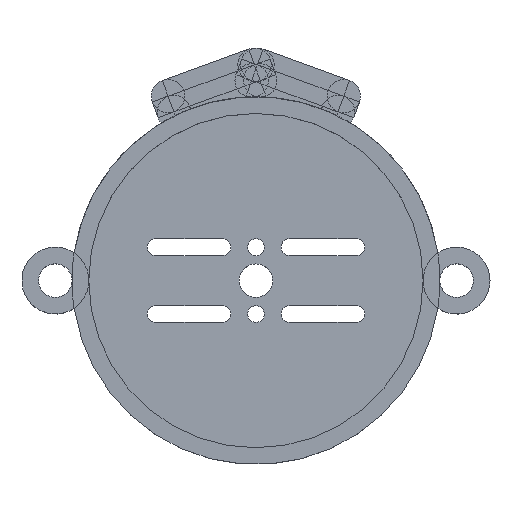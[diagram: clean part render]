
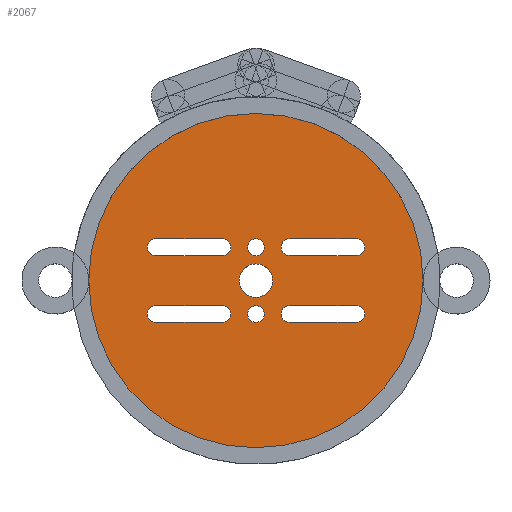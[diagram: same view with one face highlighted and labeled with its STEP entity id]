
A CAD part, top view. The second image highlights one B-rep face of the part: STEP entity #2067.
In plain terms, the highlighted planar face has unit normal (0, 0, 1).
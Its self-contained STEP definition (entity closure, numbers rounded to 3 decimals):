
#812 = VERTEX_POINT('',#813);
#813 = CARTESIAN_POINT('',(-3.,-4.,2.));
#819 = EDGE_CURVE('',#812,#820,#822,.T.);
#820 = VERTEX_POINT('',#821);
#821 = CARTESIAN_POINT('',(-4.,-3.,2.));
#822 = CIRCLE('',#823,1.);
#823 = AXIS2_PLACEMENT_3D('',#824,#825,#826);
#824 = CARTESIAN_POINT('',(-4.,-4.,2.));
#825 = DIRECTION('',(0.,0.,1.));
#826 = DIRECTION('',(1.,0.,0.));
#844 = VERTEX_POINT('',#845);
#845 = CARTESIAN_POINT('',(-12.,-3.,2.));
#851 = EDGE_CURVE('',#844,#820,#852,.T.);
#852 = LINE('',#853,#854);
#853 = CARTESIAN_POINT('',(-12.,-3.,2.));
#854 = VECTOR('',#855,1.);
#855 = DIRECTION('',(1.,0.,0.));
#868 = EDGE_CURVE('',#844,#869,#871,.T.);
#869 = VERTEX_POINT('',#870);
#870 = CARTESIAN_POINT('',(-12.,-5.,2.));
#871 = CIRCLE('',#872,1.);
#872 = AXIS2_PLACEMENT_3D('',#873,#874,#875);
#873 = CARTESIAN_POINT('',(-12.,-4.,2.));
#874 = DIRECTION('',(0.,0.,1.));
#875 = DIRECTION('',(1.,0.,0.));
#893 = EDGE_CURVE('',#869,#894,#896,.T.);
#894 = VERTEX_POINT('',#895);
#895 = CARTESIAN_POINT('',(-4.,-5.,2.));
#896 = LINE('',#897,#898);
#897 = CARTESIAN_POINT('',(-12.,-5.,2.));
#898 = VECTOR('',#899,1.);
#899 = DIRECTION('',(1.,0.,0.));
#918 = EDGE_CURVE('',#894,#812,#919,.T.);
#919 = CIRCLE('',#920,1.);
#920 = AXIS2_PLACEMENT_3D('',#921,#922,#923);
#921 = CARTESIAN_POINT('',(-4.,-4.,2.));
#922 = DIRECTION('',(0.,0.,1.));
#923 = DIRECTION('',(1.,0.,0.));
#934 = VERTEX_POINT('',#935);
#935 = CARTESIAN_POINT('',(1.,-4.,2.));
#941 = EDGE_CURVE('',#934,#934,#942,.T.);
#942 = CIRCLE('',#943,1.);
#943 = AXIS2_PLACEMENT_3D('',#944,#945,#946);
#944 = CARTESIAN_POINT('',(0.,-4.,2.));
#945 = DIRECTION('',(0.,0.,1.));
#946 = DIRECTION('',(1.,0.,0.));
#960 = VERTEX_POINT('',#961);
#961 = CARTESIAN_POINT('',(13.,-4.,2.));
#967 = EDGE_CURVE('',#960,#968,#970,.T.);
#968 = VERTEX_POINT('',#969);
#969 = CARTESIAN_POINT('',(12.,-3.,2.));
#970 = CIRCLE('',#971,1.);
#971 = AXIS2_PLACEMENT_3D('',#972,#973,#974);
#972 = CARTESIAN_POINT('',(12.,-4.,2.));
#973 = DIRECTION('',(0.,0.,1.));
#974 = DIRECTION('',(1.,0.,0.));
#992 = VERTEX_POINT('',#993);
#993 = CARTESIAN_POINT('',(4.,-3.,2.));
#999 = EDGE_CURVE('',#992,#968,#1000,.T.);
#1000 = LINE('',#1001,#1002);
#1001 = CARTESIAN_POINT('',(4.,-3.,2.));
#1002 = VECTOR('',#1003,1.);
#1003 = DIRECTION('',(1.,0.,0.));
#1016 = EDGE_CURVE('',#992,#1017,#1019,.T.);
#1017 = VERTEX_POINT('',#1018);
#1018 = CARTESIAN_POINT('',(4.,-5.,2.));
#1019 = CIRCLE('',#1020,1.);
#1020 = AXIS2_PLACEMENT_3D('',#1021,#1022,#1023);
#1021 = CARTESIAN_POINT('',(4.,-4.,2.));
#1022 = DIRECTION('',(0.,0.,1.));
#1023 = DIRECTION('',(1.,0.,0.));
#1041 = EDGE_CURVE('',#1017,#1042,#1044,.T.);
#1042 = VERTEX_POINT('',#1043);
#1043 = CARTESIAN_POINT('',(12.,-5.,2.));
#1044 = LINE('',#1045,#1046);
#1045 = CARTESIAN_POINT('',(4.,-5.,2.));
#1046 = VECTOR('',#1047,1.);
#1047 = DIRECTION('',(1.,0.,0.));
#1066 = EDGE_CURVE('',#1042,#960,#1067,.T.);
#1067 = CIRCLE('',#1068,1.);
#1068 = AXIS2_PLACEMENT_3D('',#1069,#1070,#1071);
#1069 = CARTESIAN_POINT('',(12.,-4.,2.));
#1070 = DIRECTION('',(0.,0.,1.));
#1071 = DIRECTION('',(1.,0.,0.));
#1083 = VERTEX_POINT('',#1084);
#1084 = CARTESIAN_POINT('',(-3.,4.,2.));
#1090 = EDGE_CURVE('',#1083,#1091,#1093,.T.);
#1091 = VERTEX_POINT('',#1092);
#1092 = CARTESIAN_POINT('',(-4.,5.,2.));
#1093 = CIRCLE('',#1094,1.);
#1094 = AXIS2_PLACEMENT_3D('',#1095,#1096,#1097);
#1095 = CARTESIAN_POINT('',(-4.,4.,2.));
#1096 = DIRECTION('',(0.,0.,1.));
#1097 = DIRECTION('',(1.,0.,0.));
#1115 = VERTEX_POINT('',#1116);
#1116 = CARTESIAN_POINT('',(-12.,5.,2.));
#1122 = EDGE_CURVE('',#1115,#1091,#1123,.T.);
#1123 = LINE('',#1124,#1125);
#1124 = CARTESIAN_POINT('',(-12.,5.,2.));
#1125 = VECTOR('',#1126,1.);
#1126 = DIRECTION('',(1.,0.,0.));
#1139 = EDGE_CURVE('',#1115,#1140,#1142,.T.);
#1140 = VERTEX_POINT('',#1141);
#1141 = CARTESIAN_POINT('',(-12.,3.,2.));
#1142 = CIRCLE('',#1143,1.);
#1143 = AXIS2_PLACEMENT_3D('',#1144,#1145,#1146);
#1144 = CARTESIAN_POINT('',(-12.,4.,2.));
#1145 = DIRECTION('',(0.,0.,1.));
#1146 = DIRECTION('',(1.,0.,0.));
#1164 = EDGE_CURVE('',#1140,#1165,#1167,.T.);
#1165 = VERTEX_POINT('',#1166);
#1166 = CARTESIAN_POINT('',(-4.,3.,2.));
#1167 = LINE('',#1168,#1169);
#1168 = CARTESIAN_POINT('',(-12.,3.,2.));
#1169 = VECTOR('',#1170,1.);
#1170 = DIRECTION('',(1.,0.,0.));
#1189 = EDGE_CURVE('',#1165,#1083,#1190,.T.);
#1190 = CIRCLE('',#1191,1.);
#1191 = AXIS2_PLACEMENT_3D('',#1192,#1193,#1194);
#1192 = CARTESIAN_POINT('',(-4.,4.,2.));
#1193 = DIRECTION('',(0.,0.,1.));
#1194 = DIRECTION('',(1.,0.,0.));
#1205 = VERTEX_POINT('',#1206);
#1206 = CARTESIAN_POINT('',(2.,0.,2.));
#1212 = EDGE_CURVE('',#1205,#1205,#1213,.T.);
#1213 = CIRCLE('',#1214,2.);
#1214 = AXIS2_PLACEMENT_3D('',#1215,#1216,#1217);
#1215 = CARTESIAN_POINT('',(0.,0.,2.));
#1216 = DIRECTION('',(0.,0.,1.));
#1217 = DIRECTION('',(1.,0.,0.));
#1230 = VERTEX_POINT('',#1231);
#1231 = CARTESIAN_POINT('',(1.,4.,2.));
#1237 = EDGE_CURVE('',#1230,#1230,#1238,.T.);
#1238 = CIRCLE('',#1239,1.);
#1239 = AXIS2_PLACEMENT_3D('',#1240,#1241,#1242);
#1240 = CARTESIAN_POINT('',(0.,4.,2.));
#1241 = DIRECTION('',(0.,0.,1.));
#1242 = DIRECTION('',(1.,0.,0.));
#1256 = VERTEX_POINT('',#1257);
#1257 = CARTESIAN_POINT('',(13.,4.,2.));
#1263 = EDGE_CURVE('',#1256,#1264,#1266,.T.);
#1264 = VERTEX_POINT('',#1265);
#1265 = CARTESIAN_POINT('',(12.,5.,2.));
#1266 = CIRCLE('',#1267,1.);
#1267 = AXIS2_PLACEMENT_3D('',#1268,#1269,#1270);
#1268 = CARTESIAN_POINT('',(12.,4.,2.));
#1269 = DIRECTION('',(0.,0.,1.));
#1270 = DIRECTION('',(1.,0.,0.));
#1288 = VERTEX_POINT('',#1289);
#1289 = CARTESIAN_POINT('',(4.,5.,2.));
#1295 = EDGE_CURVE('',#1288,#1264,#1296,.T.);
#1296 = LINE('',#1297,#1298);
#1297 = CARTESIAN_POINT('',(4.,5.,2.));
#1298 = VECTOR('',#1299,1.);
#1299 = DIRECTION('',(1.,0.,0.));
#1312 = EDGE_CURVE('',#1288,#1313,#1315,.T.);
#1313 = VERTEX_POINT('',#1314);
#1314 = CARTESIAN_POINT('',(4.,3.,2.));
#1315 = CIRCLE('',#1316,1.);
#1316 = AXIS2_PLACEMENT_3D('',#1317,#1318,#1319);
#1317 = CARTESIAN_POINT('',(4.,4.,2.));
#1318 = DIRECTION('',(0.,0.,1.));
#1319 = DIRECTION('',(1.,0.,0.));
#1337 = EDGE_CURVE('',#1313,#1338,#1340,.T.);
#1338 = VERTEX_POINT('',#1339);
#1339 = CARTESIAN_POINT('',(12.,3.,2.));
#1340 = LINE('',#1341,#1342);
#1341 = CARTESIAN_POINT('',(4.,3.,2.));
#1342 = VECTOR('',#1343,1.);
#1343 = DIRECTION('',(1.,0.,0.));
#1362 = EDGE_CURVE('',#1338,#1256,#1363,.T.);
#1363 = CIRCLE('',#1364,1.);
#1364 = AXIS2_PLACEMENT_3D('',#1365,#1366,#1367);
#1365 = CARTESIAN_POINT('',(12.,4.,2.));
#1366 = DIRECTION('',(0.,0.,1.));
#1367 = DIRECTION('',(1.,0.,0.));
#2067 = ADVANCED_FACE('',(#2068,#2088,#2095,#2098,#2105,#2112,#2115,
    #2118),#2125,.T.);
#2068 = FACE_BOUND('',#2069,.T.);
#2069 = EDGE_LOOP('',(#2070,#2081));
#2070 = ORIENTED_EDGE('',*,*,#2071,.T.);
#2071 = EDGE_CURVE('',#2072,#2074,#2076,.T.);
#2072 = VERTEX_POINT('',#2073);
#2073 = CARTESIAN_POINT('',(20.,0.,2.));
#2074 = VERTEX_POINT('',#2075);
#2075 = CARTESIAN_POINT('',(-20.,0.,2.));
#2076 = CIRCLE('',#2077,20.);
#2077 = AXIS2_PLACEMENT_3D('',#2078,#2079,#2080);
#2078 = CARTESIAN_POINT('',(0.,0.,2.));
#2079 = DIRECTION('',(0.,0.,1.));
#2080 = DIRECTION('',(1.,0.,0.));
#2081 = ORIENTED_EDGE('',*,*,#2082,.T.);
#2082 = EDGE_CURVE('',#2074,#2072,#2083,.T.);
#2083 = CIRCLE('',#2084,20.);
#2084 = AXIS2_PLACEMENT_3D('',#2085,#2086,#2087);
#2085 = CARTESIAN_POINT('',(0.,0.,2.));
#2086 = DIRECTION('',(0.,0.,1.));
#2087 = DIRECTION('',(1.,0.,0.));
#2088 = FACE_BOUND('',#2089,.T.);
#2089 = EDGE_LOOP('',(#2090,#2091,#2092,#2093,#2094));
#2090 = ORIENTED_EDGE('',*,*,#819,.F.);
#2091 = ORIENTED_EDGE('',*,*,#918,.F.);
#2092 = ORIENTED_EDGE('',*,*,#893,.F.);
#2093 = ORIENTED_EDGE('',*,*,#868,.F.);
#2094 = ORIENTED_EDGE('',*,*,#851,.T.);
#2095 = FACE_BOUND('',#2096,.T.);
#2096 = EDGE_LOOP('',(#2097));
#2097 = ORIENTED_EDGE('',*,*,#941,.F.);
#2098 = FACE_BOUND('',#2099,.T.);
#2099 = EDGE_LOOP('',(#2100,#2101,#2102,#2103,#2104));
#2100 = ORIENTED_EDGE('',*,*,#967,.F.);
#2101 = ORIENTED_EDGE('',*,*,#1066,.F.);
#2102 = ORIENTED_EDGE('',*,*,#1041,.F.);
#2103 = ORIENTED_EDGE('',*,*,#1016,.F.);
#2104 = ORIENTED_EDGE('',*,*,#999,.T.);
#2105 = FACE_BOUND('',#2106,.T.);
#2106 = EDGE_LOOP('',(#2107,#2108,#2109,#2110,#2111));
#2107 = ORIENTED_EDGE('',*,*,#1090,.F.);
#2108 = ORIENTED_EDGE('',*,*,#1189,.F.);
#2109 = ORIENTED_EDGE('',*,*,#1164,.F.);
#2110 = ORIENTED_EDGE('',*,*,#1139,.F.);
#2111 = ORIENTED_EDGE('',*,*,#1122,.T.);
#2112 = FACE_BOUND('',#2113,.T.);
#2113 = EDGE_LOOP('',(#2114));
#2114 = ORIENTED_EDGE('',*,*,#1212,.F.);
#2115 = FACE_BOUND('',#2116,.T.);
#2116 = EDGE_LOOP('',(#2117));
#2117 = ORIENTED_EDGE('',*,*,#1237,.F.);
#2118 = FACE_BOUND('',#2119,.T.);
#2119 = EDGE_LOOP('',(#2120,#2121,#2122,#2123,#2124));
#2120 = ORIENTED_EDGE('',*,*,#1263,.F.);
#2121 = ORIENTED_EDGE('',*,*,#1362,.F.);
#2122 = ORIENTED_EDGE('',*,*,#1337,.F.);
#2123 = ORIENTED_EDGE('',*,*,#1312,.F.);
#2124 = ORIENTED_EDGE('',*,*,#1295,.T.);
#2125 = PLANE('',#2126);
#2126 = AXIS2_PLACEMENT_3D('',#2127,#2128,#2129);
#2127 = CARTESIAN_POINT('',(0.,0.,2.));
#2128 = DIRECTION('',(0.,0.,1.));
#2129 = DIRECTION('',(1.,0.,0.));
